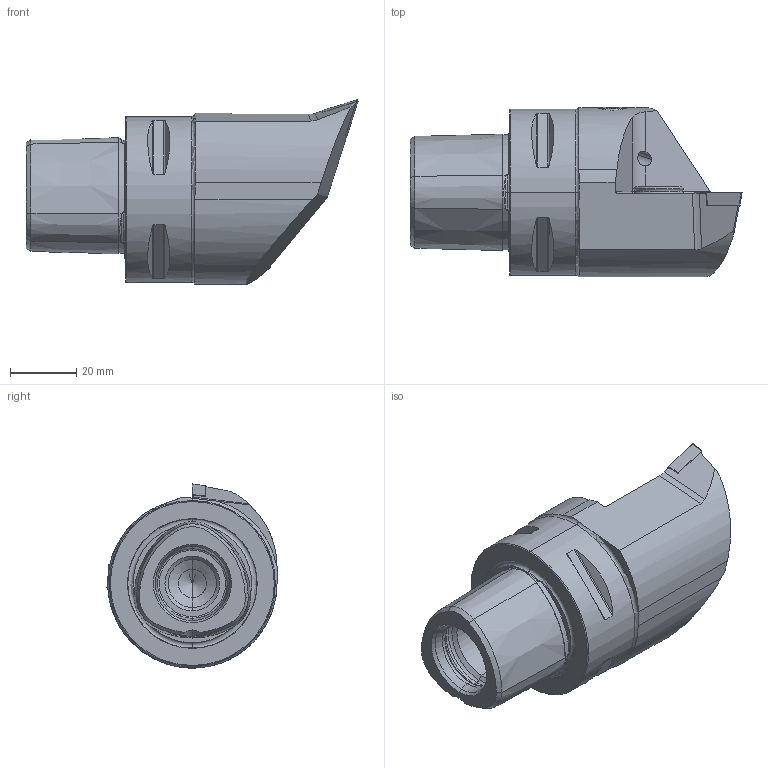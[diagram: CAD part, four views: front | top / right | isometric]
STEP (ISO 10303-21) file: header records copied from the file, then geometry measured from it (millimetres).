
FILE_DESCRIPTION (( 'STEP AP214' ), '1' );
FILE_NAME ('B.L.X.070-HP-90.STEP', '2022-06-03T09:19:16', ( '' ), ( '' ), 'SwSTEP 2.0', 'SolidWorks 2017', '' );
FILE_SCHEMA (( 'AUTOMOTIVE_DESIGN' ));
Length unit declared in the file: millimetre
Products named in the file (10): B.L.X.070-HP-90; DIN 3771 - 13x1; PS5-KDB.LHX.070-HP-90_A; WCB-ER2.001.009_A; DCMT11T304; CHP-ER1.015.006; CHP-ER1.015.006_A; DIN 7991 - M5x15; CHP-ER1.008.014_A; ISO 8752 2x8
Assembly tree (9 placements, depth 3):
  B.L.X.070-HP-90
    PS5-KDB.LHX.070-HP-90_A
    WCB-ER2.001.009_A
    CHP-ER1.015.006
      CHP-ER1.015.006_A
      DIN 3771 - 13x1
      DIN 7991 - M5x15
    CHP-ER1.008.014_A
    ISO 8752 2x8
    DCMT11T304
Bounding box: 100 x 51.21 x 55.5 mm (x, y, z)
Volume: 114439 mm3; surface area: 23501.7 mm2
Topology: 8 solids, 8 shells, 389 faces, 924 edges, 540 vertices
Faces by surface type: cone 123, cylinder 103, plane 93, torus 52, bspline 16, sphere 2
Entity records: 12841 total; most frequent: CARTESIAN_POINT 3688, DIRECTION 1838, ORIENTED_EDGE 1800, EDGE_CURVE 900, AXIS2_PLACEMENT_3D 746, VERTEX_POINT 540, EDGE_LOOP 416, ADVANCED_FACE 389
